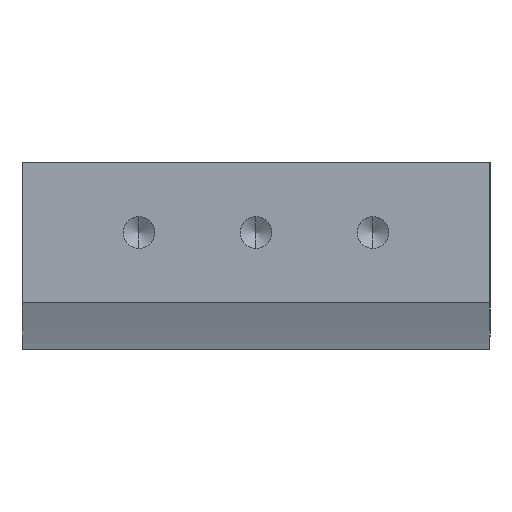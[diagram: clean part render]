
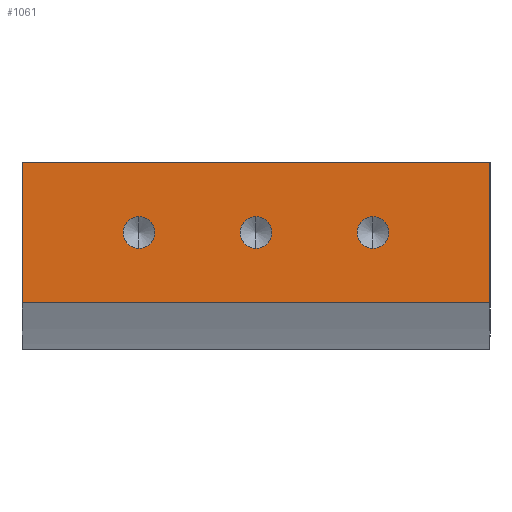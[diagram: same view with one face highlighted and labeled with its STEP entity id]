
A CAD part, left-side view. The second image highlights one B-rep face of the part: STEP entity #1061.
In plain terms, the highlighted planar face has unit normal (-1, 0, 0).
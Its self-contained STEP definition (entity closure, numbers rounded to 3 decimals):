
#3 = DIRECTION ( 'NONE',  ( 0., 0., 1. ) ) ;
#22 = CIRCLE ( 'NONE', #436, 3.4 ) ;
#27 = VERTEX_POINT ( 'NONE', #714 ) ;
#50 = EDGE_CURVE ( 'NONE', #912, #839, #645, .T. ) ;
#58 = CIRCLE ( 'NONE', #692, 3.4 ) ;
#61 = CARTESIAN_POINT ( 'NONE',  ( -200., 100., 0. ) ) ;
#73 = EDGE_CURVE ( 'NONE', #968, #148, #22, .T. ) ;
#92 = ORIENTED_EDGE ( 'NONE', *, *, #426, .T. ) ;
#102 = DIRECTION ( 'NONE',  ( 0., 0., 1. ) ) ;
#105 = DIRECTION ( 'NONE',  ( 0., 0., 1. ) ) ;
#116 = DIRECTION ( 'NONE',  ( 0., 0., 1. ) ) ;
#142 = CIRCLE ( 'NONE', #198, 3.4 ) ;
#148 = VERTEX_POINT ( 'NONE', #260 ) ;
#149 = AXIS2_PLACEMENT_3D ( 'NONE', #951, #767, #425 ) ;
#155 = VERTEX_POINT ( 'NONE', #422 ) ;
#175 = DIRECTION ( 'NONE',  ( -1., 0., 0. ) ) ;
#198 = AXIS2_PLACEMENT_3D ( 'NONE', #666, #586, #105 ) ;
#218 = DIRECTION ( 'NONE',  ( 1., 0., 0. ) ) ;
#227 = FACE_BOUND ( 'NONE', #633, .T. ) ;
#240 = DIRECTION ( 'NONE',  ( 0., -1., 0. ) ) ;
#257 = ORIENTED_EDGE ( 'NONE', *, *, #749, .F. ) ;
#259 = EDGE_CURVE ( 'NONE', #155, #318, #58, .T. ) ;
#260 = CARTESIAN_POINT ( 'NONE',  ( -200., 50., -11.6 ) ) ;
#263 = CARTESIAN_POINT ( 'NONE',  ( -200., 25., -15. ) ) ;
#265 = DIRECTION ( 'NONE',  ( 0., 0., 1. ) ) ;
#270 = CARTESIAN_POINT ( 'NONE',  ( -200., 25., -18.4 ) ) ;
#278 = LINE ( 'NONE', #540, #920 ) ;
#294 = ORIENTED_EDGE ( 'NONE', *, *, #332, .T. ) ;
#295 = EDGE_CURVE ( 'NONE', #736, #27, #904, .T. ) ;
#315 = ORIENTED_EDGE ( 'NONE', *, *, #955, .F. ) ;
#318 = VERTEX_POINT ( 'NONE', #270 ) ;
#332 = EDGE_CURVE ( 'NONE', #575, #839, #601, .T. ) ;
#365 = DIRECTION ( 'NONE',  ( 0., 0., 1. ) ) ;
#378 = ORIENTED_EDGE ( 'NONE', *, *, #916, .F. ) ;
#380 = CARTESIAN_POINT ( 'NONE',  ( -200., 100., -30. ) ) ;
#397 = ORIENTED_EDGE ( 'NONE', *, *, #73, .F. ) ;
#401 = AXIS2_PLACEMENT_3D ( 'NONE', #458, #713, #116 ) ;
#403 = DIRECTION ( 'NONE',  ( 0., 0., -1. ) ) ;
#416 = ORIENTED_EDGE ( 'NONE', *, *, #295, .F. ) ;
#422 = CARTESIAN_POINT ( 'NONE',  ( -200., 25., -11.6 ) ) ;
#425 = DIRECTION ( 'NONE',  ( 0., 0., 1. ) ) ;
#426 = EDGE_CURVE ( 'NONE', #485, #575, #782, .T. ) ;
#436 = AXIS2_PLACEMENT_3D ( 'NONE', #1089, #1092, #265 ) ;
#450 = CARTESIAN_POINT ( 'NONE',  ( -200., 100., 0. ) ) ;
#458 = CARTESIAN_POINT ( 'NONE',  ( -200., 75., -15. ) ) ;
#468 = AXIS2_PLACEMENT_3D ( 'NONE', #61, #218, #403 ) ;
#485 = VERTEX_POINT ( 'NONE', #715 ) ;
#512 = ORIENTED_EDGE ( 'NONE', *, *, #259, .F. ) ;
#540 = CARTESIAN_POINT ( 'NONE',  ( -200., 100., 0. ) ) ;
#543 = CARTESIAN_POINT ( 'NONE',  ( -200., 25., -15. ) ) ;
#559 = FACE_BOUND ( 'NONE', #994, .T. ) ;
#575 = VERTEX_POINT ( 'NONE', #593 ) ;
#586 = DIRECTION ( 'NONE',  ( -1., 0., 0. ) ) ;
#593 = CARTESIAN_POINT ( 'NONE',  ( -200., 0., -30. ) ) ;
#594 = ORIENTED_EDGE ( 'NONE', *, *, #882, .F. ) ;
#601 = LINE ( 'NONE', #944, #762 ) ;
#603 = CARTESIAN_POINT ( 'NONE',  ( -200., 0., 0. ) ) ;
#621 = DIRECTION ( 'NONE',  ( 0., -1., 0. ) ) ;
#633 = EDGE_LOOP ( 'NONE', ( #594, #397 ) ) ;
#645 = LINE ( 'NONE', #883, #742 ) ;
#666 = CARTESIAN_POINT ( 'NONE',  ( -200., 50., -15. ) ) ;
#692 = AXIS2_PLACEMENT_3D ( 'NONE', #263, #175, #102 ) ;
#701 = CARTESIAN_POINT ( 'NONE',  ( -200., 50., -18.4 ) ) ;
#713 = DIRECTION ( 'NONE',  ( -1., 0., 0. ) ) ;
#714 = CARTESIAN_POINT ( 'NONE',  ( -200., 75., -11.6 ) ) ;
#715 = CARTESIAN_POINT ( 'NONE',  ( -200., 100., -30. ) ) ;
#736 = VERTEX_POINT ( 'NONE', #1036 ) ;
#739 = AXIS2_PLACEMENT_3D ( 'NONE', #543, #790, #862 ) ;
#741 = EDGE_LOOP ( 'NONE', ( #294, #1060, #315, #92 ) ) ;
#742 = VECTOR ( 'NONE', #240, 1000. ) ;
#749 = EDGE_CURVE ( 'NONE', #27, #736, #950, .T. ) ;
#753 = CIRCLE ( 'NONE', #739, 3.4 ) ;
#762 = VECTOR ( 'NONE', #3, 1000. ) ;
#765 = VECTOR ( 'NONE', #621, 1000. ) ;
#767 = DIRECTION ( 'NONE',  ( -1., 0., 0. ) ) ;
#782 = LINE ( 'NONE', #380, #765 ) ;
#790 = DIRECTION ( 'NONE',  ( -1., 0., 0. ) ) ;
#815 = FACE_BOUND ( 'NONE', #1009, .T. ) ;
#839 = VERTEX_POINT ( 'NONE', #603 ) ;
#862 = DIRECTION ( 'NONE',  ( 0., 0., 1. ) ) ;
#882 = EDGE_CURVE ( 'NONE', #148, #968, #142, .T. ) ;
#883 = CARTESIAN_POINT ( 'NONE',  ( -200., 100., 0. ) ) ;
#898 = FACE_OUTER_BOUND ( 'NONE', #741, .T. ) ;
#904 = CIRCLE ( 'NONE', #149, 3.4 ) ;
#912 = VERTEX_POINT ( 'NONE', #450 ) ;
#916 = EDGE_CURVE ( 'NONE', #318, #155, #753, .T. ) ;
#920 = VECTOR ( 'NONE', #365, 1000. ) ;
#944 = CARTESIAN_POINT ( 'NONE',  ( -200., 0., 0. ) ) ;
#950 = CIRCLE ( 'NONE', #401, 3.4 ) ;
#951 = CARTESIAN_POINT ( 'NONE',  ( -200., 75., -15. ) ) ;
#955 = EDGE_CURVE ( 'NONE', #485, #912, #278, .T. ) ;
#968 = VERTEX_POINT ( 'NONE', #701 ) ;
#983 = PLANE ( 'NONE',  #468 ) ;
#994 = EDGE_LOOP ( 'NONE', ( #257, #416 ) ) ;
#1009 = EDGE_LOOP ( 'NONE', ( #512, #378 ) ) ;
#1036 = CARTESIAN_POINT ( 'NONE',  ( -200., 75., -18.4 ) ) ;
#1060 = ORIENTED_EDGE ( 'NONE', *, *, #50, .F. ) ;
#1061 = ADVANCED_FACE ( 'NONE', ( #227, #559, #815, #898 ), #983, .F. ) ;
#1089 = CARTESIAN_POINT ( 'NONE',  ( -200., 50., -15. ) ) ;
#1092 = DIRECTION ( 'NONE',  ( -1., 0., 0. ) ) ;
